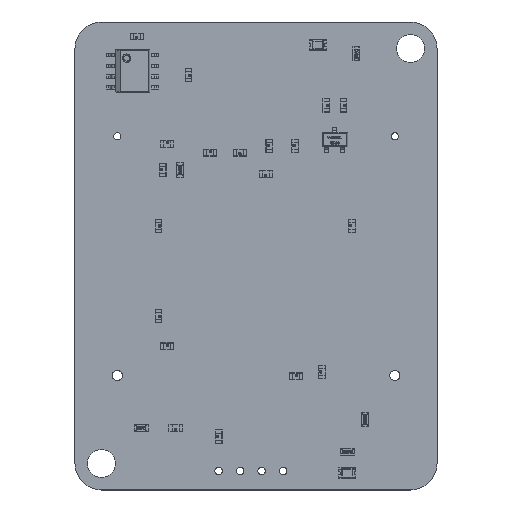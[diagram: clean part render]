
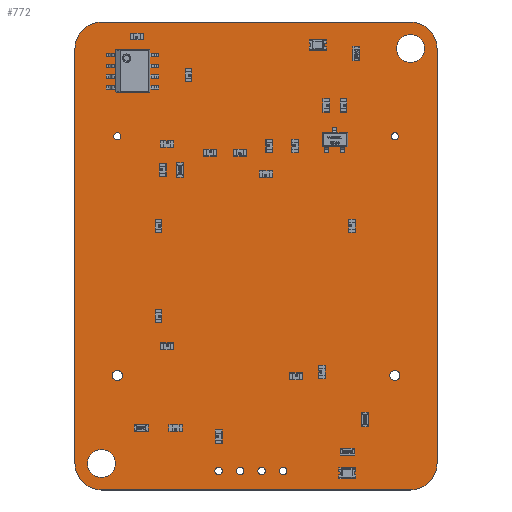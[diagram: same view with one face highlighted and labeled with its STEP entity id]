
A CAD part, top view. The second image highlights one B-rep face of the part: STEP entity #772.
In plain terms, the highlighted planar face has unit normal (0, 0, 1).
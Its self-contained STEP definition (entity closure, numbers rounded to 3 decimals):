
#147 = VERTEX_POINT('',#148);
#148 = CARTESIAN_POINT('',(103.,99.873,0.));
#154 = EDGE_CURVE('',#147,#155,#157,.T.);
#155 = VERTEX_POINT('',#156);
#156 = CARTESIAN_POINT('',(99.873,103.,0.));
#157 = CIRCLE('',#158,3.127);
#158 = AXIS2_PLACEMENT_3D('',#159,#160,#161);
#159 = CARTESIAN_POINT('',(103.,103.,0.));
#160 = DIRECTION('',(0.,0.,-1.));
#161 = DIRECTION('',(0.,-1.,0.));
#187 = EDGE_CURVE('',#155,#188,#190,.T.);
#188 = VERTEX_POINT('',#189);
#189 = CARTESIAN_POINT('',(99.873,152.,0.));
#190 = LINE('',#191,#192);
#191 = CARTESIAN_POINT('',(99.873,103.,0.));
#192 = VECTOR('',#193,1.);
#193 = DIRECTION('',(0.,1.,0.));
#218 = EDGE_CURVE('',#188,#219,#221,.T.);
#219 = VERTEX_POINT('',#220);
#220 = CARTESIAN_POINT('',(103.,155.127,0.));
#221 = CIRCLE('',#222,3.127);
#222 = AXIS2_PLACEMENT_3D('',#223,#224,#225);
#223 = CARTESIAN_POINT('',(103.,152.,0.));
#224 = DIRECTION('',(0.,0.,-1.));
#225 = DIRECTION('',(-1.,0.,0.));
#251 = EDGE_CURVE('',#219,#252,#254,.T.);
#252 = VERTEX_POINT('',#253);
#253 = CARTESIAN_POINT('',(139.5,155.127,0.));
#254 = LINE('',#255,#256);
#255 = CARTESIAN_POINT('',(103.,155.127,0.));
#256 = VECTOR('',#257,1.);
#257 = DIRECTION('',(1.,0.,0.));
#282 = EDGE_CURVE('',#252,#283,#285,.T.);
#283 = VERTEX_POINT('',#284);
#284 = CARTESIAN_POINT('',(142.627,152.,0.));
#285 = CIRCLE('',#286,3.127);
#286 = AXIS2_PLACEMENT_3D('',#287,#288,#289);
#287 = CARTESIAN_POINT('',(139.5,152.,0.));
#288 = DIRECTION('',(0.,0.,-1.));
#289 = DIRECTION('',(0.,1.,0.));
#315 = EDGE_CURVE('',#283,#316,#318,.T.);
#316 = VERTEX_POINT('',#317);
#317 = CARTESIAN_POINT('',(142.627,103.,0.));
#318 = LINE('',#319,#320);
#319 = CARTESIAN_POINT('',(142.627,152.,0.));
#320 = VECTOR('',#321,1.);
#321 = DIRECTION('',(0.,-1.,0.));
#346 = EDGE_CURVE('',#316,#347,#349,.T.);
#347 = VERTEX_POINT('',#348);
#348 = CARTESIAN_POINT('',(139.5,99.873,0.));
#349 = CIRCLE('',#350,3.127);
#350 = AXIS2_PLACEMENT_3D('',#351,#352,#353);
#351 = CARTESIAN_POINT('',(139.5,103.,0.));
#352 = DIRECTION('',(0.,0.,-1.));
#353 = DIRECTION('',(1.,0.,0.));
#379 = EDGE_CURVE('',#347,#147,#380,.T.);
#380 = LINE('',#381,#382);
#381 = CARTESIAN_POINT('',(139.5,99.873,0.));
#382 = VECTOR('',#383,1.);
#383 = DIRECTION('',(-1.,0.,0.));
#403 = VERTEX_POINT('',#404);
#404 = CARTESIAN_POINT('',(104.647,102.997,0.));
#410 = EDGE_CURVE('',#403,#403,#411,.T.);
#411 = CIRCLE('',#412,1.65);
#412 = AXIS2_PLACEMENT_3D('',#413,#414,#415);
#413 = CARTESIAN_POINT('',(102.997,102.997,0.));
#414 = DIRECTION('',(0.,0.,1.));
#415 = DIRECTION('',(1.,0.,0.));
#436 = VERTEX_POINT('',#437);
#437 = CARTESIAN_POINT('',(117.29,102.108,0.));
#443 = EDGE_CURVE('',#436,#436,#444,.T.);
#444 = CIRCLE('',#445,0.45);
#445 = AXIS2_PLACEMENT_3D('',#446,#447,#448);
#446 = CARTESIAN_POINT('',(116.84,102.108,0.));
#447 = DIRECTION('',(0.,0.,1.));
#448 = DIRECTION('',(1.,0.,0.));
#469 = VERTEX_POINT('',#470);
#470 = CARTESIAN_POINT('',(105.297,141.63,0.));
#476 = EDGE_CURVE('',#469,#469,#477,.T.);
#477 = CIRCLE('',#478,0.42);
#478 = AXIS2_PLACEMENT_3D('',#479,#480,#481);
#479 = CARTESIAN_POINT('',(104.877,141.63,0.));
#480 = DIRECTION('',(0.,0.,1.));
#481 = DIRECTION('',(1.,0.,0.));
#502 = VERTEX_POINT('',#503);
#503 = CARTESIAN_POINT('',(119.83,102.108,0.));
#509 = EDGE_CURVE('',#502,#502,#510,.T.);
#510 = CIRCLE('',#511,0.45);
#511 = AXIS2_PLACEMENT_3D('',#512,#513,#514);
#512 = CARTESIAN_POINT('',(119.38,102.108,0.));
#513 = DIRECTION('',(0.,0.,1.));
#514 = DIRECTION('',(1.,0.,0.));
#535 = VERTEX_POINT('',#536);
#536 = CARTESIAN_POINT('',(105.477,113.386,0.));
#542 = EDGE_CURVE('',#535,#535,#543,.T.);
#543 = CIRCLE('',#544,0.6);
#544 = AXIS2_PLACEMENT_3D('',#545,#546,#547);
#545 = CARTESIAN_POINT('',(104.877,113.386,0.));
#546 = DIRECTION('',(0.,0.,1.));
#547 = DIRECTION('',(1.,0.,0.));
#568 = VERTEX_POINT('',#569);
#569 = CARTESIAN_POINT('',(122.37,102.108,0.));
#575 = EDGE_CURVE('',#568,#568,#576,.T.);
#576 = CIRCLE('',#577,0.45);
#577 = AXIS2_PLACEMENT_3D('',#578,#579,#580);
#578 = CARTESIAN_POINT('',(121.92,102.108,0.));
#579 = DIRECTION('',(0.,0.,1.));
#580 = DIRECTION('',(1.,0.,0.));
#601 = VERTEX_POINT('',#602);
#602 = CARTESIAN_POINT('',(124.91,102.108,0.));
#608 = EDGE_CURVE('',#601,#601,#609,.T.);
#609 = CIRCLE('',#610,0.45);
#610 = AXIS2_PLACEMENT_3D('',#611,#612,#613);
#611 = CARTESIAN_POINT('',(124.46,102.108,0.));
#612 = DIRECTION('',(0.,0.,1.));
#613 = DIRECTION('',(1.,0.,0.));
#634 = VERTEX_POINT('',#635);
#635 = CARTESIAN_POINT('',(138.063,141.63,0.));
#641 = EDGE_CURVE('',#634,#634,#642,.T.);
#642 = CIRCLE('',#643,0.42);
#643 = AXIS2_PLACEMENT_3D('',#644,#645,#646);
#644 = CARTESIAN_POINT('',(137.643,141.63,0.));
#645 = DIRECTION('',(0.,0.,1.));
#646 = DIRECTION('',(1.,0.,0.));
#667 = VERTEX_POINT('',#668);
#668 = CARTESIAN_POINT('',(138.243,113.386,0.));
#674 = EDGE_CURVE('',#667,#667,#675,.T.);
#675 = CIRCLE('',#676,0.6);
#676 = AXIS2_PLACEMENT_3D('',#677,#678,#679);
#677 = CARTESIAN_POINT('',(137.643,113.386,0.));
#678 = DIRECTION('',(0.,0.,1.));
#679 = DIRECTION('',(1.,0.,0.));
#700 = VERTEX_POINT('',#701);
#701 = CARTESIAN_POINT('',(141.15,152.,0.));
#707 = EDGE_CURVE('',#700,#700,#708,.T.);
#708 = CIRCLE('',#709,1.65);
#709 = AXIS2_PLACEMENT_3D('',#710,#711,#712);
#710 = CARTESIAN_POINT('',(139.5,152.,0.));
#711 = DIRECTION('',(0.,0.,1.));
#712 = DIRECTION('',(1.,0.,0.));
#772 = ADVANCED_FACE('',(#773,#783,#786,#789,#792,#795,#798,#801,#804,
    #807,#810),#813,.T.);
#773 = FACE_BOUND('',#774,.F.);
#774 = EDGE_LOOP('',(#775,#776,#777,#778,#779,#780,#781,#782));
#775 = ORIENTED_EDGE('',*,*,#154,.T.);
#776 = ORIENTED_EDGE('',*,*,#187,.T.);
#777 = ORIENTED_EDGE('',*,*,#218,.T.);
#778 = ORIENTED_EDGE('',*,*,#251,.T.);
#779 = ORIENTED_EDGE('',*,*,#282,.T.);
#780 = ORIENTED_EDGE('',*,*,#315,.T.);
#781 = ORIENTED_EDGE('',*,*,#346,.T.);
#782 = ORIENTED_EDGE('',*,*,#379,.T.);
#783 = FACE_BOUND('',#784,.T.);
#784 = EDGE_LOOP('',(#785));
#785 = ORIENTED_EDGE('',*,*,#410,.F.);
#786 = FACE_BOUND('',#787,.T.);
#787 = EDGE_LOOP('',(#788));
#788 = ORIENTED_EDGE('',*,*,#443,.F.);
#789 = FACE_BOUND('',#790,.T.);
#790 = EDGE_LOOP('',(#791));
#791 = ORIENTED_EDGE('',*,*,#476,.F.);
#792 = FACE_BOUND('',#793,.T.);
#793 = EDGE_LOOP('',(#794));
#794 = ORIENTED_EDGE('',*,*,#509,.F.);
#795 = FACE_BOUND('',#796,.T.);
#796 = EDGE_LOOP('',(#797));
#797 = ORIENTED_EDGE('',*,*,#542,.F.);
#798 = FACE_BOUND('',#799,.T.);
#799 = EDGE_LOOP('',(#800));
#800 = ORIENTED_EDGE('',*,*,#575,.F.);
#801 = FACE_BOUND('',#802,.T.);
#802 = EDGE_LOOP('',(#803));
#803 = ORIENTED_EDGE('',*,*,#608,.F.);
#804 = FACE_BOUND('',#805,.T.);
#805 = EDGE_LOOP('',(#806));
#806 = ORIENTED_EDGE('',*,*,#641,.F.);
#807 = FACE_BOUND('',#808,.T.);
#808 = EDGE_LOOP('',(#809));
#809 = ORIENTED_EDGE('',*,*,#674,.F.);
#810 = FACE_BOUND('',#811,.T.);
#811 = EDGE_LOOP('',(#812));
#812 = ORIENTED_EDGE('',*,*,#707,.F.);
#813 = PLANE('',#814);
#814 = AXIS2_PLACEMENT_3D('',#815,#816,#817);
#815 = CARTESIAN_POINT('',(103.,99.873,0.));
#816 = DIRECTION('',(0.,0.,1.));
#817 = DIRECTION('',(1.,0.,0.));
